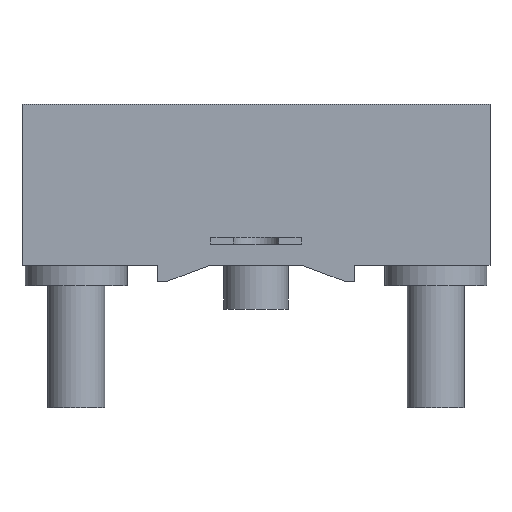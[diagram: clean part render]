
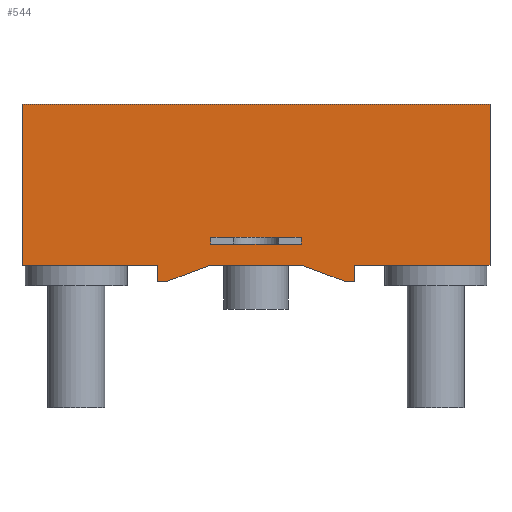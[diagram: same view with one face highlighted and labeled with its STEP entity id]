
A CAD part, front view. The second image highlights one B-rep face of the part: STEP entity #544.
In plain terms, the highlighted planar face has unit normal (0, -1, 0).
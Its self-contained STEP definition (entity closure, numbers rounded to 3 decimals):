
#1=DIRECTION('',(0.,0.,1.));
#2=VECTOR('',#1,19.7);
#3=CARTESIAN_POINT('',(-28.575,0.,-9.85));
#4=LINE('',#3,#2);
#5=DIRECTION('',(1.,0.,0.));
#6=VECTOR('',#5,57.15);
#7=CARTESIAN_POINT('',(-28.575,0.,9.85));
#8=LINE('',#7,#6);
#9=DIRECTION('',(0.,0.,-1.));
#10=VECTOR('',#9,19.7);
#11=CARTESIAN_POINT('',(28.575,0.,9.85));
#12=LINE('',#11,#10);
#13=DIRECTION('',(-1.,0.,0.));
#14=VECTOR('',#13,16.575);
#15=CARTESIAN_POINT('',(28.575,0.,-9.85));
#16=LINE('',#15,#14);
#17=DIRECTION('',(0.,0.,-1.));
#18=VECTOR('',#17,2.);
#19=CARTESIAN_POINT('',(12.,0.,-9.85));
#20=LINE('',#19,#18);
#21=DIRECTION('',(-1.,0.,0.));
#22=VECTOR('',#21,1.);
#23=CARTESIAN_POINT('',(12.,0.,-11.85));
#24=LINE('',#23,#22);
#25=DIRECTION('',(-0.935,0.,0.354));
#26=VECTOR('',#25,5.651);
#27=CARTESIAN_POINT('',(11.,0.,-11.85));
#28=LINE('',#27,#26);
#29=DIRECTION('',(-1.,0.,0.));
#30=VECTOR('',#29,11.43);
#31=CARTESIAN_POINT('',(5.715,0.,-9.85));
#32=LINE('',#31,#30);
#33=DIRECTION('',(-0.935,0.,-0.354));
#34=VECTOR('',#33,5.651);
#35=CARTESIAN_POINT('',(-5.715,0.,-9.85));
#36=LINE('',#35,#34);
#37=DIRECTION('',(-1.,0.,0.));
#38=VECTOR('',#37,1.);
#39=CARTESIAN_POINT('',(-11.,0.,-11.85));
#40=LINE('',#39,#38);
#41=DIRECTION('',(0.,0.,1.));
#42=VECTOR('',#41,2.);
#43=CARTESIAN_POINT('',(-12.,0.,-11.85));
#44=LINE('',#43,#42);
#45=DIRECTION('',(-1.,0.,0.));
#46=VECTOR('',#45,16.575);
#47=CARTESIAN_POINT('',(-12.,0.,-9.85));
#48=LINE('',#47,#46);
#49=DIRECTION('',(1.,0.,0.));
#50=VECTOR('',#49,11.);
#51=CARTESIAN_POINT('',(-5.5,0.,-6.41));
#52=LINE('',#51,#50);
#53=DIRECTION('',(0.,0.,-1.));
#54=VECTOR('',#53,0.84);
#55=CARTESIAN_POINT('',(-5.5,0.,-6.41));
#56=LINE('',#55,#54);
#57=DIRECTION('',(1.,0.,0.));
#58=VECTOR('',#57,11.);
#59=CARTESIAN_POINT('',(-5.5,0.,-7.25));
#60=LINE('',#59,#58);
#61=DIRECTION('',(0.,0.,-1.));
#62=VECTOR('',#61,0.84);
#63=CARTESIAN_POINT('',(5.5,0.,-6.41));
#64=LINE('',#63,#62);
#383=CARTESIAN_POINT('',(-28.575,0.,-9.85));
#384=CARTESIAN_POINT('',(-28.575,0.,9.85));
#385=VERTEX_POINT('',#383);
#386=VERTEX_POINT('',#384);
#387=CARTESIAN_POINT('',(28.575,0.,9.85));
#388=VERTEX_POINT('',#387);
#389=CARTESIAN_POINT('',(28.575,0.,-9.85));
#390=VERTEX_POINT('',#389);
#391=CARTESIAN_POINT('',(-12.,0.,-9.85));
#392=VERTEX_POINT('',#391);
#403=CARTESIAN_POINT('',(12.,0.,-9.85));
#404=VERTEX_POINT('',#403);
#405=CARTESIAN_POINT('',(12.,0.,-11.85));
#406=VERTEX_POINT('',#405);
#407=CARTESIAN_POINT('',(11.,0.,-11.85));
#408=VERTEX_POINT('',#407);
#409=CARTESIAN_POINT('',(5.715,0.,-9.85));
#410=VERTEX_POINT('',#409);
#411=CARTESIAN_POINT('',(-5.715,0.,-9.85));
#412=VERTEX_POINT('',#411);
#413=CARTESIAN_POINT('',(-11.,0.,-11.85));
#414=VERTEX_POINT('',#413);
#415=CARTESIAN_POINT('',(-12.,0.,-11.85));
#416=VERTEX_POINT('',#415);
#471=CARTESIAN_POINT('',(-5.5,0.,-6.41));
#472=CARTESIAN_POINT('',(5.5,0.,-6.41));
#473=VERTEX_POINT('',#471);
#474=VERTEX_POINT('',#472);
#475=CARTESIAN_POINT('',(-5.5,0.,-7.25));
#476=CARTESIAN_POINT('',(5.5,0.,-7.25));
#477=VERTEX_POINT('',#475);
#478=VERTEX_POINT('',#476);
#503=CARTESIAN_POINT('',(0.,0.,0.));
#504=DIRECTION('',(0.,1.,0.));
#505=DIRECTION('',(1.,0.,0.));
#506=AXIS2_PLACEMENT_3D('',#503,#504,#505);
#507=PLANE('',#506);
#509=ORIENTED_EDGE('',*,*,#508,.T.);
#511=ORIENTED_EDGE('',*,*,#510,.T.);
#513=ORIENTED_EDGE('',*,*,#512,.T.);
#515=ORIENTED_EDGE('',*,*,#514,.T.);
#517=ORIENTED_EDGE('',*,*,#516,.T.);
#519=ORIENTED_EDGE('',*,*,#518,.T.);
#521=ORIENTED_EDGE('',*,*,#520,.T.);
#523=ORIENTED_EDGE('',*,*,#522,.T.);
#525=ORIENTED_EDGE('',*,*,#524,.T.);
#527=ORIENTED_EDGE('',*,*,#526,.T.);
#529=ORIENTED_EDGE('',*,*,#528,.T.);
#531=ORIENTED_EDGE('',*,*,#530,.T.);
#532=EDGE_LOOP('',(#509,#511,#513,#515,#517,#519,#521,#523,#525,#527,#529,
#531));
#533=FACE_OUTER_BOUND('',#532,.F.);
#535=ORIENTED_EDGE('',*,*,#534,.F.);
#537=ORIENTED_EDGE('',*,*,#536,.T.);
#539=ORIENTED_EDGE('',*,*,#538,.T.);
#541=ORIENTED_EDGE('',*,*,#540,.F.);
#542=EDGE_LOOP('',(#535,#537,#539,#541));
#543=FACE_BOUND('',#542,.F.);
#508=EDGE_CURVE('',#385,#386,#4,.T.);
#510=EDGE_CURVE('',#386,#388,#8,.T.);
#512=EDGE_CURVE('',#388,#390,#12,.T.);
#514=EDGE_CURVE('',#390,#404,#16,.T.);
#516=EDGE_CURVE('',#404,#406,#20,.T.);
#518=EDGE_CURVE('',#406,#408,#24,.T.);
#520=EDGE_CURVE('',#408,#410,#28,.T.);
#522=EDGE_CURVE('',#410,#412,#32,.T.);
#524=EDGE_CURVE('',#412,#414,#36,.T.);
#526=EDGE_CURVE('',#414,#416,#40,.T.);
#528=EDGE_CURVE('',#416,#392,#44,.T.);
#530=EDGE_CURVE('',#392,#385,#48,.T.);
#534=EDGE_CURVE('',#473,#474,#52,.T.);
#536=EDGE_CURVE('',#473,#477,#56,.T.);
#538=EDGE_CURVE('',#477,#478,#60,.T.);
#540=EDGE_CURVE('',#474,#478,#64,.T.);
#544=ADVANCED_FACE('',(#533,#543),#507,.F.);
